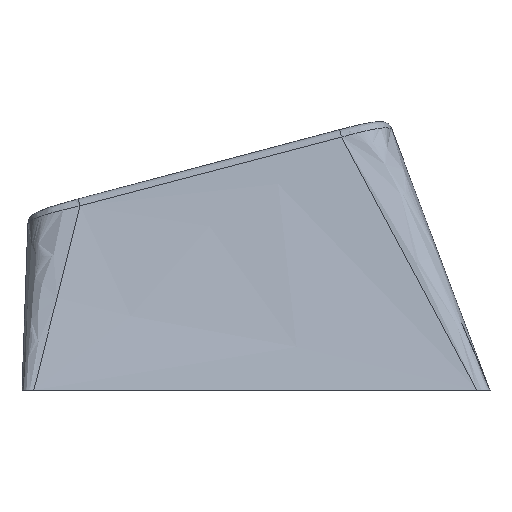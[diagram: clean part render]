
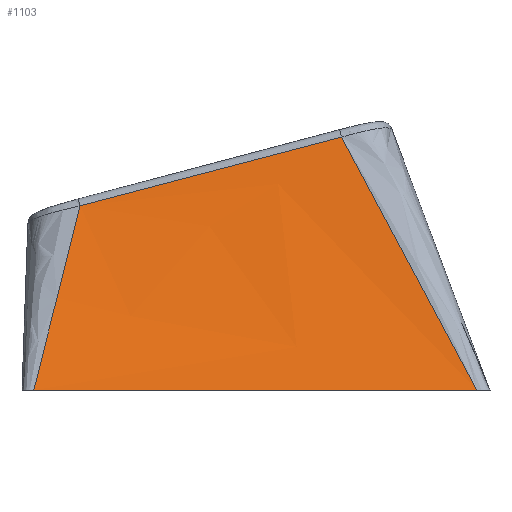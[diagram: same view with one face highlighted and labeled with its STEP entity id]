
A CAD part, left-side view. The second image highlights one B-rep face of the part: STEP entity #1103.
In plain terms, the highlighted free-form (B-spline) face has degree [3, 1] with [4, 2] control points.
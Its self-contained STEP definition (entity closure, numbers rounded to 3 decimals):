
#33=B_SPLINE_SURFACE_WITH_KNOTS('',3,1,((#1694,#1695),(#1696,#1697),(#1698,
#1699),(#1700,#1701)),.UNSPECIFIED.,.F.,.F.,.F.,(4,4),(2,2),(0.,11.722),
(-72.4,-52.723),.UNSPECIFIED.);
#71=FACE_OUTER_BOUND('',#137,.T.);
#137=EDGE_LOOP('',(#788,#789,#790,#791));
#199=B_SPLINE_CURVE_WITH_KNOTS('',3,(#1704,#1705,#1706,#1707,#1708,#1709,
#1710,#1711,#1712,#1713),.UNSPECIFIED.,.F.,.F.,(4,2,2,2,4),(-0.078,
2.639,5.359,8.085,10.38),
 .UNSPECIFIED.);
#200=B_SPLINE_CURVE_WITH_KNOTS('',3,(#1714,#1715,#1716,#1717,#1718,#1719,
#1720,#1721,#1722,#1723,#1724,#1725,#1726,#1727,#1728,#1729,#1730,#1731,
#1732),.UNSPECIFIED.,.F.,.F.,(4,3,3,3,3,3,4),(-0.298,1.833,
3.899,5.62,7.165,7.666,7.872),
 .UNSPECIFIED.);
#201=B_SPLINE_CURVE_WITH_KNOTS('',3,(#1733,#1734,#1735,#1736),
 .UNSPECIFIED.,.F.,.F.,(4,4),(0.192,11.742),
 .UNSPECIFIED.);
#265=LINE('',#1661,#376);
#376=VECTOR('',#1309,10.);
#493=VERTEX_POINT('',#1645);
#494=VERTEX_POINT('',#1660);
#499=VERTEX_POINT('',#1702);
#500=VERTEX_POINT('',#1703);
#605=EDGE_CURVE('',#493,#494,#265,.F.);
#612=EDGE_CURVE('',#499,#500,#199,.T.);
#613=EDGE_CURVE('',#500,#494,#200,.T.);
#614=EDGE_CURVE('',#493,#499,#201,.F.);
#788=ORIENTED_EDGE('',*,*,#612,.T.);
#789=ORIENTED_EDGE('',*,*,#613,.T.);
#790=ORIENTED_EDGE('',*,*,#605,.F.);
#791=ORIENTED_EDGE('',*,*,#614,.T.);
#1103=ADVANCED_FACE('',(#71),#33,.T.);
#1309=DIRECTION('',(0.,-1.,0.));
#1645=CARTESIAN_POINT('',(-11.431,-10.4,-30.));
#1660=CARTESIAN_POINT('',(-11.431,6.745,-30.));
#1661=CARTESIAN_POINT('',(-11.431,6.745,-30.));
#1694=CARTESIAN_POINT('Ctrl Pts',(-8.406,6.957,-23.077));
#1695=CARTESIAN_POINT('Ctrl Pts',(-8.406,-6.914,-19.4));
#1696=CARTESIAN_POINT('Ctrl Pts',(-9.415,7.037,-25.385));
#1697=CARTESIAN_POINT('Ctrl Pts',(-9.415,-8.243,-22.933));
#1698=CARTESIAN_POINT('Ctrl Pts',(-10.423,7.118,-27.692));
#1699=CARTESIAN_POINT('Ctrl Pts',(-10.423,-9.572,-26.467));
#1700=CARTESIAN_POINT('Ctrl Pts',(-11.431,7.199,-30.));
#1701=CARTESIAN_POINT('Ctrl Pts',(-11.431,-10.901,-30.));
#1702=CARTESIAN_POINT('',(-8.501,-5.162,-20.209));
#1703=CARTESIAN_POINT('',(-8.533,4.953,-22.862));
#1704=CARTESIAN_POINT('Ctrl Pts',(-8.501,-5.162,-20.209));
#1705=CARTESIAN_POINT('Ctrl Pts',(-8.503,-4.286,-20.44));
#1706=CARTESIAN_POINT('Ctrl Pts',(-8.505,-3.41,-20.67));
#1707=CARTESIAN_POINT('Ctrl Pts',(-8.51,-1.658,-21.13));
#1708=CARTESIAN_POINT('Ctrl Pts',(-8.513,-0.781,
-21.361));
#1709=CARTESIAN_POINT('Ctrl Pts',(-8.518,0.975,-21.821));
#1710=CARTESIAN_POINT('Ctrl Pts',(-8.521,1.853,-22.051));
#1711=CARTESIAN_POINT('Ctrl Pts',(-8.527,3.472,-22.475));
#1712=CARTESIAN_POINT('Ctrl Pts',(-8.53,4.213,-22.669));
#1713=CARTESIAN_POINT('Ctrl Pts',(-8.533,4.953,-22.862));
#1714=CARTESIAN_POINT('Ctrl Pts',(-8.533,4.953,-22.862));
#1715=CARTESIAN_POINT('Ctrl Pts',(-8.766,5.106,-23.481));
#1716=CARTESIAN_POINT('Ctrl Pts',(-9.004,5.261,-24.1));
#1717=CARTESIAN_POINT('Ctrl Pts',(-9.248,5.416,-24.72));
#1718=CARTESIAN_POINT('Ctrl Pts',(-9.484,5.566,-25.321));
#1719=CARTESIAN_POINT('Ctrl Pts',(-9.725,5.717,-25.922));
#1720=CARTESIAN_POINT('Ctrl Pts',(-9.971,5.868,-26.524));
#1721=CARTESIAN_POINT('Ctrl Pts',(-10.176,5.994,-27.025));
#1722=CARTESIAN_POINT('Ctrl Pts',(-10.383,6.121,-27.527));
#1723=CARTESIAN_POINT('Ctrl Pts',(-10.593,6.247,-28.029));
#1724=CARTESIAN_POINT('Ctrl Pts',(-10.782,6.361,-28.48));
#1725=CARTESIAN_POINT('Ctrl Pts',(-10.973,6.475,-28.931));
#1726=CARTESIAN_POINT('Ctrl Pts',(-11.166,6.589,-29.382));
#1727=CARTESIAN_POINT('Ctrl Pts',(-11.228,6.625,-29.527));
#1728=CARTESIAN_POINT('Ctrl Pts',(-11.291,6.662,-29.673));
#1729=CARTESIAN_POINT('Ctrl Pts',(-11.353,6.699,-29.819));
#1730=CARTESIAN_POINT('Ctrl Pts',(-11.379,6.715,-29.88));
#1731=CARTESIAN_POINT('Ctrl Pts',(-11.405,6.73,-29.94));
#1732=CARTESIAN_POINT('Ctrl Pts',(-11.431,6.745,-30.));
#1733=CARTESIAN_POINT('Ctrl Pts',(-8.501,-5.162,-20.209));
#1734=CARTESIAN_POINT('Ctrl Pts',(-9.523,-6.911,-23.475));
#1735=CARTESIAN_POINT('Ctrl Pts',(-10.491,-8.657,-26.737));
#1736=CARTESIAN_POINT('Ctrl Pts',(-11.431,-10.4,-30.));
